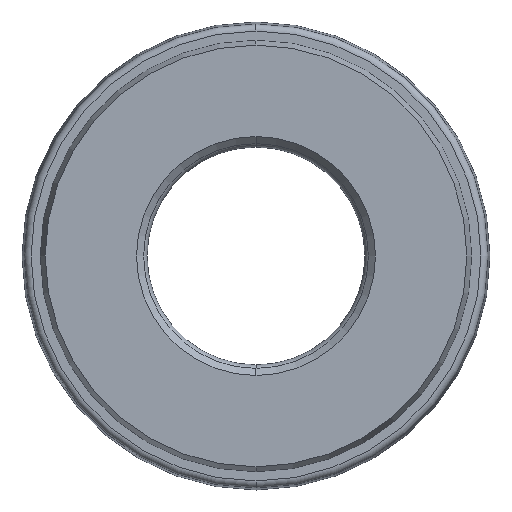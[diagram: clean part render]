
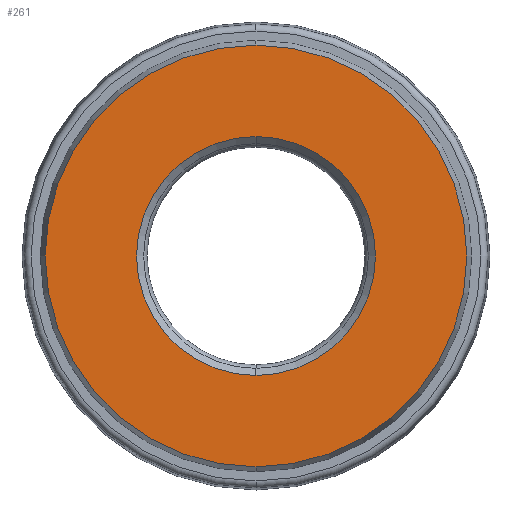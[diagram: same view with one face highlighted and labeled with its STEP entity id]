
A CAD part, left-side view. The second image highlights one B-rep face of the part: STEP entity #261.
In plain terms, the highlighted planar face has unit normal (-1, 0, 0).
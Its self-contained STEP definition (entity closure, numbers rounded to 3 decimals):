
#18 = AXIS2_PLACEMENT_3D ( 'NONE', #428, #425, #429 ) ;
#30 = AXIS2_PLACEMENT_3D ( 'NONE', #637, #628, #648 ) ;
#40 = AXIS2_PLACEMENT_3D ( 'NONE', #907, #902, #895 ) ;
#53 = AXIS2_PLACEMENT_3D ( 'NONE', #156, #159, #166 ) ;
#69 = EDGE_CURVE ( 'NONE', #375, #360, #745, .T. ) ;
#93 = EDGE_CURVE ( 'NONE', #360, #375, #776, .T. ) ;
#96 = EDGE_CURVE ( 'NONE', #407, #350, #777, .T. ) ;
#108 = EDGE_CURVE ( 'NONE', #350, #407, #786, .T. ) ;
#156 = CARTESIAN_POINT ( 'NONE',  ( 0., 0., 0. ) ) ;
#159 = DIRECTION ( 'NONE',  ( -1., 0., 0. ) ) ;
#166 = DIRECTION ( 'NONE',  ( 0., 0., 1. ) ) ;
#232 = FACE_BOUND ( 'NONE', #588, .T. ) ;
#234 = FACE_OUTER_BOUND ( 'NONE', #399, .T. ) ;
#261 = ADVANCED_FACE ( 'NONE', ( #232, #234 ), #540, .F. ) ;
#350 = VERTEX_POINT ( 'NONE', #860 ) ;
#360 = VERTEX_POINT ( 'NONE', #845 ) ;
#375 = VERTEX_POINT ( 'NONE', #862 ) ;
#399 = EDGE_LOOP ( 'NONE', ( #983, #1013 ) ) ;
#407 = VERTEX_POINT ( 'NONE', #876 ) ;
#425 = DIRECTION ( 'NONE',  ( 1., 0., 0. ) ) ;
#428 = CARTESIAN_POINT ( 'NONE',  ( 0., 0., 0. ) ) ;
#429 = DIRECTION ( 'NONE',  ( 0., 0., -1. ) ) ;
#540 = PLANE ( 'NONE',  #1035 ) ;
#559 = CARTESIAN_POINT ( 'NONE',  ( 0., 8., 0. ) ) ;
#560 = DIRECTION ( 'NONE',  ( 1., 0., 0. ) ) ;
#575 = DIRECTION ( 'NONE',  ( 0., 0., -1. ) ) ;
#588 = EDGE_LOOP ( 'NONE', ( #613, #593 ) ) ;
#593 = ORIENTED_EDGE ( 'NONE', *, *, #93, .T. ) ;
#613 = ORIENTED_EDGE ( 'NONE', *, *, #69, .T. ) ;
#628 = DIRECTION ( 'NONE',  ( -1., 0., 0. ) ) ;
#637 = CARTESIAN_POINT ( 'NONE',  ( 0., 0., 0. ) ) ;
#648 = DIRECTION ( 'NONE',  ( 0., 0., 1. ) ) ;
#745 = CIRCLE ( 'NONE', #18, 8.5 ) ;
#776 = CIRCLE ( 'NONE', #40, 8.5 ) ;
#777 = CIRCLE ( 'NONE', #30, 15. ) ;
#786 = CIRCLE ( 'NONE', #53, 15. ) ;
#845 = CARTESIAN_POINT ( 'NONE',  ( 0., 0., -8.5 ) ) ;
#860 = CARTESIAN_POINT ( 'NONE',  ( 0., 0., 15. ) ) ;
#862 = CARTESIAN_POINT ( 'NONE',  ( 0., 0., 8.5 ) ) ;
#876 = CARTESIAN_POINT ( 'NONE',  ( 0., 0., -15. ) ) ;
#895 = DIRECTION ( 'NONE',  ( 0., 0., -1. ) ) ;
#902 = DIRECTION ( 'NONE',  ( 1., 0., 0. ) ) ;
#907 = CARTESIAN_POINT ( 'NONE',  ( 0., 0., 0. ) ) ;
#983 = ORIENTED_EDGE ( 'NONE', *, *, #96, .T. ) ;
#1013 = ORIENTED_EDGE ( 'NONE', *, *, #108, .T. ) ;
#1035 = AXIS2_PLACEMENT_3D ( 'NONE', #559, #560, #575 ) ;
